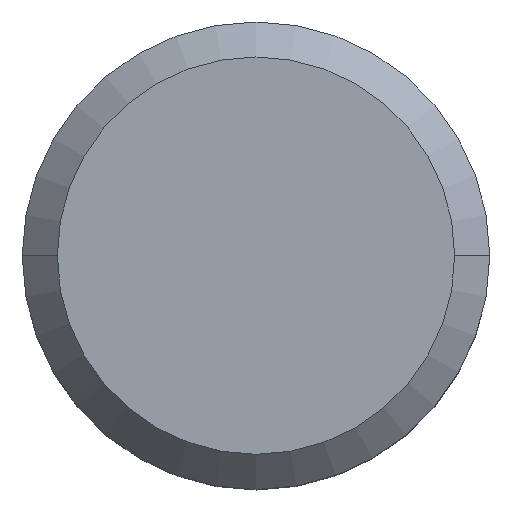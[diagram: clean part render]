
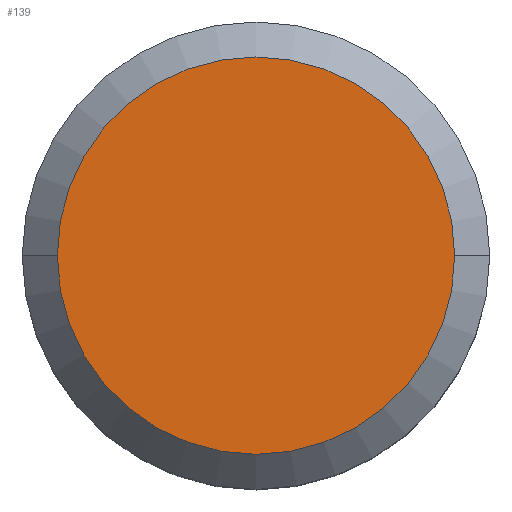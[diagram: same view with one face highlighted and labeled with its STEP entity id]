
A CAD part, top view. The second image highlights one B-rep face of the part: STEP entity #139.
In plain terms, the highlighted planar face has unit normal (0, 0, 1).
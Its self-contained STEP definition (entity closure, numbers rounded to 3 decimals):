
#73=EDGE_CURVE('',#97,#103,#178,.T.);
#83=EDGE_CURVE('',#103,#97,#188,.T.);
#97=VERTEX_POINT('',#204);
#103=VERTEX_POINT('',#210);
#139=ADVANCED_FACE('',(#251),#252,.T.);
#178=CIRCLE('',#288,2.55);
#188=CIRCLE('',#302,2.55);
#204=CARTESIAN_POINT('',(-2.55,0.,4.5));
#210=CARTESIAN_POINT('',(2.55,0.,4.5));
#251=FACE_OUTER_BOUND('',#382,.T.);
#252=PLANE('',#383);
#288=AXIS2_PLACEMENT_3D('',#411,#412,#413);
#302=AXIS2_PLACEMENT_3D('',#423,#424,#425);
#382=EDGE_LOOP('',(#504,#505));
#383=AXIS2_PLACEMENT_3D('',#506,#507,#508);
#411=CARTESIAN_POINT('',(0.0,0.,4.5));
#412=DIRECTION('',(0.0,0.,-1.0));
#413=DIRECTION('',(1.0,0.0,0.0));
#423=CARTESIAN_POINT('',(0.0,0.,4.5));
#424=DIRECTION('',(0.0,0.,-1.0));
#425=DIRECTION('',(1.0,0.0,0.0));
#504=ORIENTED_EDGE('',*,*,#83,.F.);
#505=ORIENTED_EDGE('',*,*,#73,.F.);
#506=CARTESIAN_POINT('',(1.275,0.,4.5));
#507=DIRECTION('',(0.0,0.,1.0));
#508=DIRECTION('',(-1.0,0.0,0.0));
